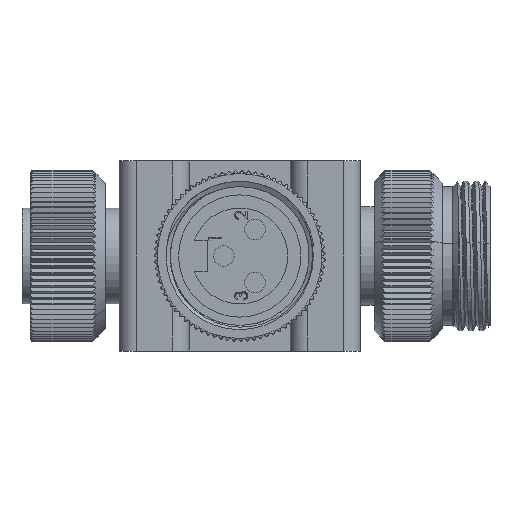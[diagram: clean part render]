
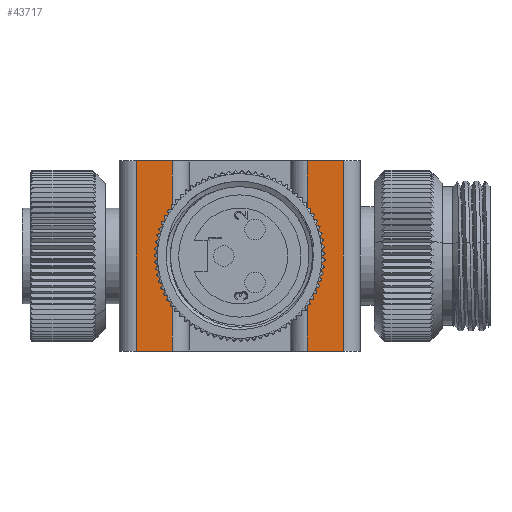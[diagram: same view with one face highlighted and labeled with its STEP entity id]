
A CAD part, front view. The second image highlights one B-rep face of the part: STEP entity #43717.
In plain terms, the highlighted planar face has unit normal (0, -1, 0).
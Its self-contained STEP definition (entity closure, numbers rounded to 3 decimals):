
#73 = EDGE_CURVE ( 'NONE', #39941, #67335, #62376, .T. ) ;
#1383 = DIRECTION ( 'NONE',  ( -1., 0., 0. ) ) ;
#1929 = CARTESIAN_POINT ( 'NONE',  ( -10.033, -18.351, 4.153 ) ) ;
#2051 = VECTOR ( 'NONE', #61617, 1000. ) ;
#2435 = CARTESIAN_POINT ( 'NONE',  ( 0., -18.351, 0. ) ) ;
#2602 = ORIENTED_EDGE ( 'NONE', *, *, #63163, .F. ) ;
#3145 = EDGE_CURVE ( 'NONE', #28501, #28552, #58953, .T. ) ;
#3611 = AXIS2_PLACEMENT_3D ( 'NONE', #14474, #45176, #34008 ) ;
#3757 = AXIS2_PLACEMENT_3D ( 'NONE', #52073, #20799, #57338 ) ;
#3786 = ORIENTED_EDGE ( 'NONE', *, *, #44113, .T. ) ;
#4466 = VERTEX_POINT ( 'NONE', #37213 ) ;
#6175 = CARTESIAN_POINT ( 'NONE',  ( 15.367, -18.351, 14.097 ) ) ;
#6429 = DIRECTION ( 'NONE',  ( 0., 0., -1. ) ) ;
#6870 = CIRCLE ( 'NONE', #3757, 10.859 ) ;
#7633 = CARTESIAN_POINT ( 'NONE',  ( -10.033, -18.351, -14.097 ) ) ;
#7690 = DIRECTION ( 'NONE',  ( 0., 0., 1. ) ) ;
#7906 = CARTESIAN_POINT ( 'NONE',  ( 0., -18.351, 0. ) ) ;
#8809 = CARTESIAN_POINT ( 'NONE',  ( 10.033, -18.351, -4.153 ) ) ;
#9513 = CIRCLE ( 'NONE', #63585, 10.859 ) ;
#9839 = CARTESIAN_POINT ( 'NONE',  ( -10.033, -18.351, -4.153 ) ) ;
#11430 = CIRCLE ( 'NONE', #67785, 7.112 ) ;
#12022 = DIRECTION ( 'NONE',  ( 0., 0., -1. ) ) ;
#12265 = EDGE_CURVE ( 'NONE', #42062, #21267, #18188, .T. ) ;
#13003 = ORIENTED_EDGE ( 'NONE', *, *, #54940, .T. ) ;
#13191 = DIRECTION ( 'NONE',  ( 0., 0., 1. ) ) ;
#14022 = EDGE_CURVE ( 'NONE', #41940, #63149, #37650, .T. ) ;
#14474 = CARTESIAN_POINT ( 'NONE',  ( 0., -18.351, 0. ) ) ;
#14715 = EDGE_CURVE ( 'NONE', #4466, #67335, #45591, .T. ) ;
#15122 = CARTESIAN_POINT ( 'NONE',  ( 0., -18.351, 7.112 ) ) ;
#15823 = VECTOR ( 'NONE', #20871, 1000. ) ;
#15878 = CARTESIAN_POINT ( 'NONE',  ( 10.033, -18.351, -14.097 ) ) ;
#16245 = AXIS2_PLACEMENT_3D ( 'NONE', #30040, #66618, #35314 ) ;
#16478 = EDGE_CURVE ( 'NONE', #57431, #65707, #29619, .T. ) ;
#16634 = EDGE_CURVE ( 'NONE', #63267, #49270, #25527, .T. ) ;
#17314 = VECTOR ( 'NONE', #42378, 1000. ) ;
#17852 = VECTOR ( 'NONE', #49138, 1000. ) ;
#18188 = CIRCLE ( 'NONE', #16245, 7.112 ) ;
#20799 = DIRECTION ( 'NONE',  ( 0., 1., 0. ) ) ;
#20871 = DIRECTION ( 'NONE',  ( 0., 0., -1. ) ) ;
#21204 = ORIENTED_EDGE ( 'NONE', *, *, #14715, .T. ) ;
#21267 = VERTEX_POINT ( 'NONE', #15122 ) ;
#21838 = DIRECTION ( 'NONE',  ( 0., 1., 0. ) ) ;
#22808 = ORIENTED_EDGE ( 'NONE', *, *, #3145, .F. ) ;
#23721 = VECTOR ( 'NONE', #6429, 1000. ) ;
#24942 = ORIENTED_EDGE ( 'NONE', *, *, #16478, .F. ) ;
#25170 = VECTOR ( 'NONE', #35727, 1000. ) ;
#25325 = ORIENTED_EDGE ( 'NONE', *, *, #42508, .T. ) ;
#25527 = LINE ( 'NONE', #32940, #51660 ) ;
#25631 = ORIENTED_EDGE ( 'NONE', *, *, #31886, .F. ) ;
#25634 = ORIENTED_EDGE ( 'NONE', *, *, #35610, .F. ) ;
#25962 = PLANE ( 'NONE',  #64368 ) ;
#27598 = EDGE_LOOP ( 'NONE', ( #49557, #25634, #13003, #50174, #49793, #24942, #2602, #66240, #3786, #22808, #25631, #21204, #47904 ) ) ;
#28501 = VERTEX_POINT ( 'NONE', #6175 ) ;
#28552 = VERTEX_POINT ( 'NONE', #53408 ) ;
#29619 = LINE ( 'NONE', #33695, #15823 ) ;
#30040 = CARTESIAN_POINT ( 'NONE',  ( 0., -18.351, 0. ) ) ;
#30823 = LINE ( 'NONE', #62507, #43039 ) ;
#31193 = DIRECTION ( 'NONE',  ( -1., 0., 0. ) ) ;
#31886 = EDGE_CURVE ( 'NONE', #4466, #28501, #65217, .T. ) ;
#32940 = CARTESIAN_POINT ( 'NONE',  ( 10.033, -18.351, 14.097 ) ) ;
#33510 = LINE ( 'NONE', #37921, #47357 ) ;
#33695 = CARTESIAN_POINT ( 'NONE',  ( -10.033, -18.351, 14.097 ) ) ;
#33888 = FACE_BOUND ( 'NONE', #51050, .T. ) ;
#34008 = DIRECTION ( 'NONE',  ( 0., 0., 1. ) ) ;
#35307 = VERTEX_POINT ( 'NONE', #62882 ) ;
#35314 = DIRECTION ( 'NONE',  ( 0., 0., 1. ) ) ;
#35610 = EDGE_CURVE ( 'NONE', #35307, #61964, #57592, .T. ) ;
#35727 = DIRECTION ( 'NONE',  ( 1., 0., 0. ) ) ;
#37213 = CARTESIAN_POINT ( 'NONE',  ( 10.033, -18.351, 14.097 ) ) ;
#37388 = CARTESIAN_POINT ( 'NONE',  ( 15.367, -18.351, 14.097 ) ) ;
#37441 = VECTOR ( 'NONE', #55573, 1000. ) ;
#37650 = LINE ( 'NONE', #58447, #23721 ) ;
#37921 = CARTESIAN_POINT ( 'NONE',  ( -10.033, -18.351, -14.097 ) ) ;
#38923 = CARTESIAN_POINT ( 'NONE',  ( 10.033, -18.351, 14.097 ) ) ;
#38927 = DIRECTION ( 'NONE',  ( 0., 1., 0. ) ) ;
#39941 = VERTEX_POINT ( 'NONE', #56629 ) ;
#41049 = EDGE_CURVE ( 'NONE', #61964, #39941, #6870, .T. ) ;
#41211 = CARTESIAN_POINT ( 'NONE',  ( 10.033, -18.351, -14.097 ) ) ;
#41940 = VERTEX_POINT ( 'NONE', #60632 ) ;
#42062 = VERTEX_POINT ( 'NONE', #46175 ) ;
#42378 = DIRECTION ( 'NONE',  ( 0., 0., -1. ) ) ;
#42508 = EDGE_CURVE ( 'NONE', #21267, #42062, #11430, .T. ) ;
#43039 = VECTOR ( 'NONE', #31193, 1000. ) ;
#43717 = ADVANCED_FACE ( 'NONE', ( #33888, #60050 ), #25962, .F. ) ;
#43927 = CARTESIAN_POINT ( 'NONE',  ( -15.367, -18.351, -14.097 ) ) ;
#44113 = EDGE_CURVE ( 'NONE', #49270, #28552, #66852, .T. ) ;
#44371 = DIRECTION ( 'NONE',  ( 0., 1., 0. ) ) ;
#45051 = CARTESIAN_POINT ( 'NONE',  ( 10.033, -18.351, 14.097 ) ) ;
#45176 = DIRECTION ( 'NONE',  ( 0., 1., 0. ) ) ;
#45591 = LINE ( 'NONE', #38923, #17852 ) ;
#45779 = CARTESIAN_POINT ( 'NONE',  ( -10.033, -18.351, 14.097 ) ) ;
#46175 = CARTESIAN_POINT ( 'NONE',  ( 0., -18.351, -7.112 ) ) ;
#46893 = CARTESIAN_POINT ( 'NONE',  ( 10.033, -18.351, 4.153 ) ) ;
#47357 = VECTOR ( 'NONE', #1383, 1000. ) ;
#47904 = ORIENTED_EDGE ( 'NONE', *, *, #73, .F. ) ;
#49138 = DIRECTION ( 'NONE',  ( 0., 0., -1. ) ) ;
#49270 = VERTEX_POINT ( 'NONE', #15878 ) ;
#49557 = ORIENTED_EDGE ( 'NONE', *, *, #41049, .F. ) ;
#49793 = ORIENTED_EDGE ( 'NONE', *, *, #57122, .F. ) ;
#50174 = ORIENTED_EDGE ( 'NONE', *, *, #14022, .T. ) ;
#51050 = EDGE_LOOP ( 'NONE', ( #25325, #57683 ) ) ;
#51660 = VECTOR ( 'NONE', #12022, 1000. ) ;
#52073 = CARTESIAN_POINT ( 'NONE',  ( 0., -18.351, 0. ) ) ;
#53159 = CARTESIAN_POINT ( 'NONE',  ( 0., -18.351, 0. ) ) ;
#53408 = CARTESIAN_POINT ( 'NONE',  ( 15.367, -18.351, -14.097 ) ) ;
#54940 = EDGE_CURVE ( 'NONE', #35307, #41940, #30823, .T. ) ;
#55573 = DIRECTION ( 'NONE',  ( 1., 0., 0. ) ) ;
#56629 = CARTESIAN_POINT ( 'NONE',  ( 0., -18.351, 10.859 ) ) ;
#57122 = EDGE_CURVE ( 'NONE', #65707, #63149, #33510, .T. ) ;
#57338 = DIRECTION ( 'NONE',  ( 0., 0., 1. ) ) ;
#57431 = VERTEX_POINT ( 'NONE', #9839 ) ;
#57592 = LINE ( 'NONE', #45779, #2051 ) ;
#57683 = ORIENTED_EDGE ( 'NONE', *, *, #12265, .T. ) ;
#58391 = DIRECTION ( 'NONE',  ( 0., 0., 1. ) ) ;
#58447 = CARTESIAN_POINT ( 'NONE',  ( -15.367, -18.351, 14.097 ) ) ;
#58953 = LINE ( 'NONE', #37388, #17314 ) ;
#60050 = FACE_OUTER_BOUND ( 'NONE', #27598, .T. ) ;
#60632 = CARTESIAN_POINT ( 'NONE',  ( -15.367, -18.351, 14.097 ) ) ;
#61617 = DIRECTION ( 'NONE',  ( 0., 0., -1. ) ) ;
#61964 = VERTEX_POINT ( 'NONE', #1929 ) ;
#62376 = CIRCLE ( 'NONE', #3611, 10.859 ) ;
#62507 = CARTESIAN_POINT ( 'NONE',  ( -10.033, -18.351, 14.097 ) ) ;
#62882 = CARTESIAN_POINT ( 'NONE',  ( -10.033, -18.351, 14.097 ) ) ;
#63149 = VERTEX_POINT ( 'NONE', #43927 ) ;
#63163 = EDGE_CURVE ( 'NONE', #63267, #57431, #9513, .T. ) ;
#63267 = VERTEX_POINT ( 'NONE', #8809 ) ;
#63585 = AXIS2_PLACEMENT_3D ( 'NONE', #2435, #38927, #7690 ) ;
#64368 = AXIS2_PLACEMENT_3D ( 'NONE', #53159, #21838, #58391 ) ;
#65217 = LINE ( 'NONE', #45051, #37441 ) ;
#65707 = VERTEX_POINT ( 'NONE', #7633 ) ;
#66240 = ORIENTED_EDGE ( 'NONE', *, *, #16634, .T. ) ;
#66618 = DIRECTION ( 'NONE',  ( 0., 1., 0. ) ) ;
#66852 = LINE ( 'NONE', #41211, #25170 ) ;
#67335 = VERTEX_POINT ( 'NONE', #46893 ) ;
#67785 = AXIS2_PLACEMENT_3D ( 'NONE', #7906, #44371, #13191 ) ;
